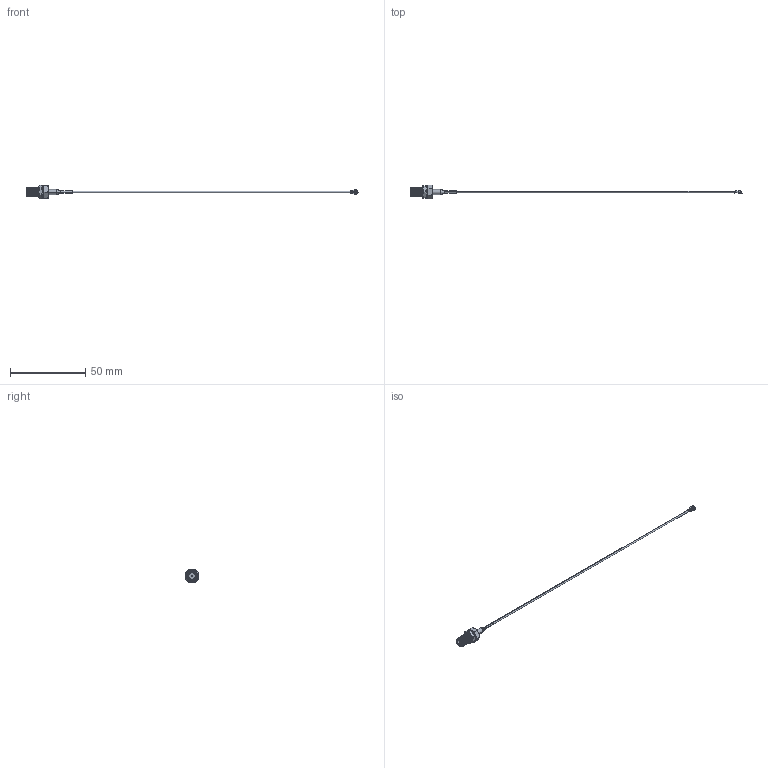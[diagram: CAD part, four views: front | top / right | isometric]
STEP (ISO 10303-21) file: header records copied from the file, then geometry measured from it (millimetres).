
FILE_DESCRIPTION (( 'STEP AP214' ), '1' );
FILE_NAME ('CAB.720_Web.STEP', '2022-03-15T09:50:58', ( '' ), ( '' ), 'SwSTEP 2.0', 'SolidWorks 2018', '' );
FILE_SCHEMA (( 'AUTOMOTIVE_DESIGN' ));
Length unit declared in the file: millimetre
Products named in the file (1): CAB.720_Web
Bounding box: 220.02 x 9.24 x 9.24 mm (x, y, z)
Surface area: 1612.2 mm2 (no closed solid volume)
Topology: 0 solids, 20 shells, 230 faces, 708 edges, 485 vertices
Faces by surface type: plane 103, cone 71, cylinder 29, bspline 20, torus 7
Entity records: 11946 total; most frequent: CARTESIAN_POINT 3562, ORIENTED_EDGE 1163, DIRECTION 1102, EDGE_CURVE 708, VERTEX_POINT 485, AXIS2_PLACEMENT_3D 375, VECTOR 352, LINE 352
